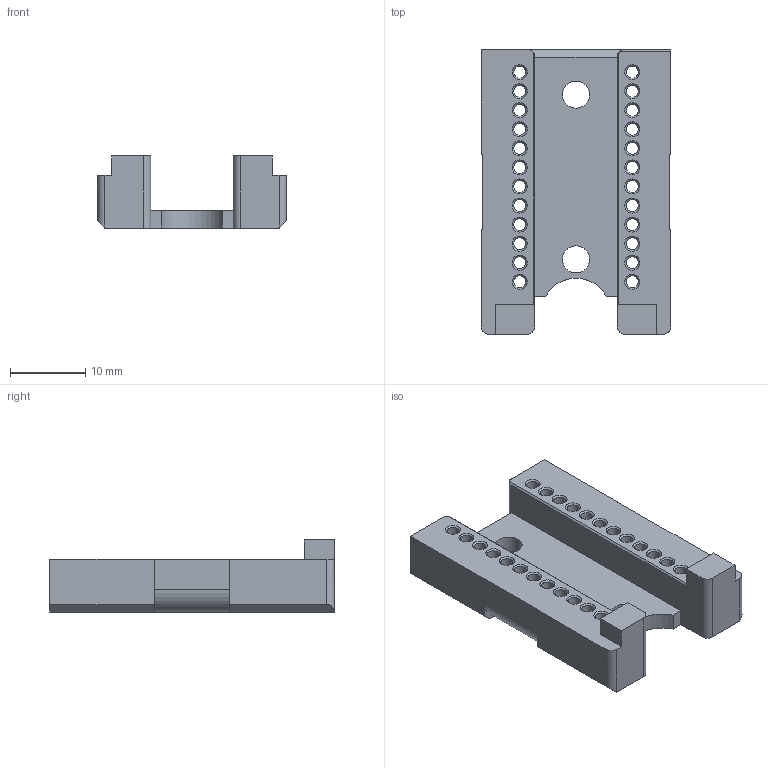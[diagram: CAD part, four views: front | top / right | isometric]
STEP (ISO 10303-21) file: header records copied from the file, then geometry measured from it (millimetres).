
FILE_DESCRIPTION(/* description */ (''),/* implementation_level */ '2;1');
FILE_NAME(/* name */ 'mcu-mount-b.step',/* time_stamp */ '2023-09-04T10:10:04-04:00',/* author */ (''),/* organization */ (''),/* preprocessor_version */ 'ST-DEVELOPER v20',/* originating_system */ 'Autodesk Translation Framework v12.9.0.99',/* authorisation */ '');
FILE_SCHEMA (('AUTOMOTIVE_DESIGN { 1 0 10303 214 3 1 1 }'));
Length unit declared in the file: millimetre
Products named in the file (1): mcu-mount-b
Bounding box: 25.2 x 37.94 x 9.6 mm (x, y, z)
Volume: 4187.4 mm3; surface area: 3677.7 mm2
Topology: 1 solids, 1 shells, 119 faces, 299 edges, 182 vertices
Faces by surface type: cone 48, plane 36, cylinder 35
Full cylindrical faces by diameter (mm): 1.6 x24, 3.6 x2
Entity records: 3675 total; most frequent: DIRECTION 660, CARTESIAN_POINT 601, ORIENTED_EDGE 598, EDGE_CURVE 299, AXIS2_PLACEMENT_3D 241, VERTEX_POINT 182, LINE 178, VECTOR 178
